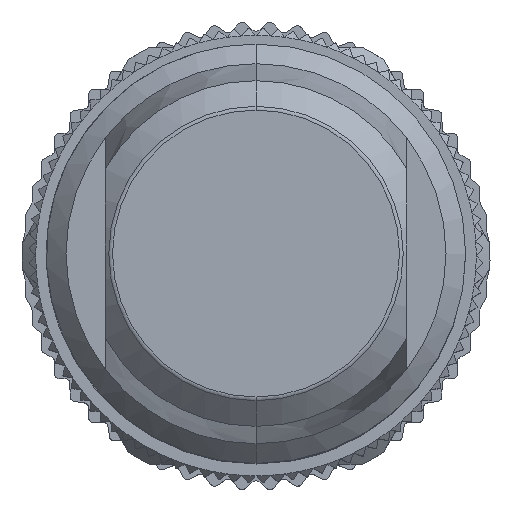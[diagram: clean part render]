
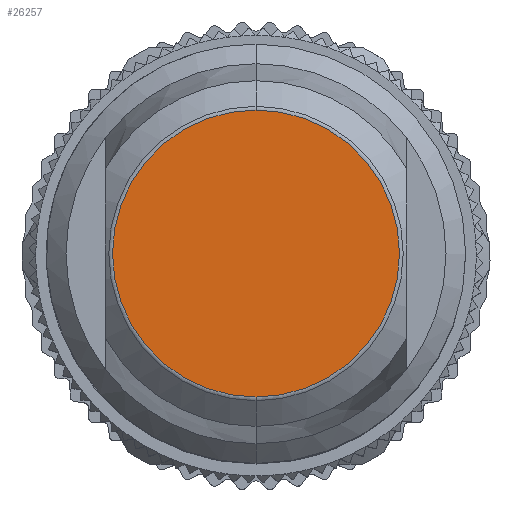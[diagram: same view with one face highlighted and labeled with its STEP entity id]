
A CAD part, top view. The second image highlights one B-rep face of the part: STEP entity #26257.
In plain terms, the highlighted planar face has unit normal (0, 0, 1).
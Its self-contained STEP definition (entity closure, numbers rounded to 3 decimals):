
#26221=AXIS2_PLACEMENT_3D('Circle Axis2P3D',#26219,#26220,$) ;
#26238=AXIS2_PLACEMENT_3D('Circle Axis2P3D',#26236,#26237,$) ;
#26251=AXIS2_PLACEMENT_3D('Plane Axis2P3D',#26248,#26249,#26250) ;
#26209=CARTESIAN_POINT('Vertex',(10.1,3.89,73.)) ;
#26216=CARTESIAN_POINT('Vertex',(10.1,16.274,73.)) ;
#26219=CARTESIAN_POINT('Axis2P3D Location',(10.1,10.082,73.)) ;
#26236=CARTESIAN_POINT('Axis2P3D Location',(10.1,10.082,73.)) ;
#26248=CARTESIAN_POINT('Axis2P3D Location',(10.1,10.082,73.)) ;
#26220=DIRECTION('Axis2P3D Direction',(0.,0.,1.)) ;
#26237=DIRECTION('Axis2P3D Direction',(0.,0.,1.)) ;
#26249=DIRECTION('Axis2P3D Direction',(0.,0.,1.)) ;
#26250=DIRECTION('Axis2P3D XDirection',(0.,-1.,0.)) ;
#26254=ORIENTED_EDGE('',*,*,#26223,.T.) ;
#26255=ORIENTED_EDGE('',*,*,#26240,.T.) ;
#26257=ADVANCED_FACE('Hauptk\X2\00F6\X0\rper',(#26256),#26252,.T.) ;
#26222=CIRCLE('generated circle',#26221,6.192) ;
#26239=CIRCLE('generated circle',#26238,6.192) ;
#26223=EDGE_CURVE('',#26210,#26217,#26222,.T.) ;
#26240=EDGE_CURVE('',#26217,#26210,#26239,.T.) ;
#26253=EDGE_LOOP('',(#26254,#26255)) ;
#26256=FACE_OUTER_BOUND('',#26253,.T.) ;
#26252=PLANE('',#26251) ;
#26210=VERTEX_POINT('',#26209) ;
#26217=VERTEX_POINT('',#26216) ;
